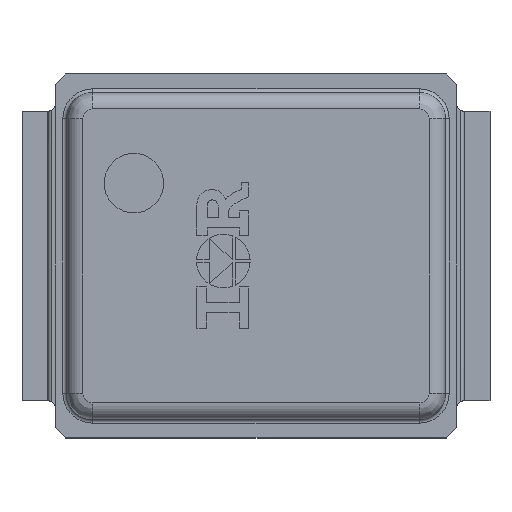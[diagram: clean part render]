
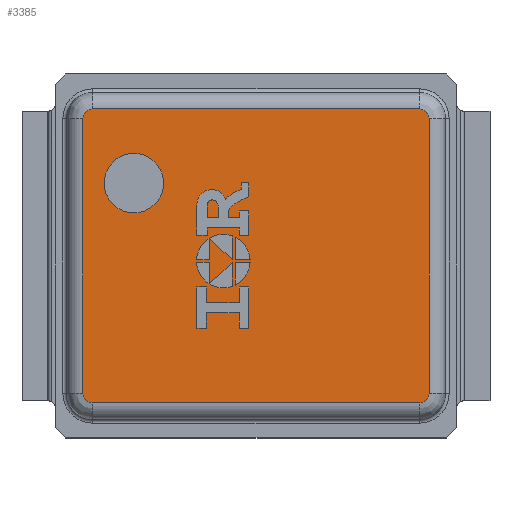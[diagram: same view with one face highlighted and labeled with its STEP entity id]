
A CAD part, top view. The second image highlights one B-rep face of the part: STEP entity #3385.
In plain terms, the highlighted planar face has unit normal (0, 0, 1).
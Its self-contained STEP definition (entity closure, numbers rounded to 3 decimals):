
#161=FACE_BOUND('',#537,.T.);
#178=PLANE('',#3665);
#315=FACE_OUTER_BOUND('',#536,.T.);
#536=EDGE_LOOP('',(#2430,#2431,#2432,#2433,#2434,#2435,#2436,#2437));
#537=EDGE_LOOP('',(#2438));
#754=LINE('',#5104,#1071);
#755=LINE('',#5109,#1072);
#758=LINE('',#5144,#1075);
#759=LINE('',#5149,#1076);
#1071=VECTOR('',#4069,1.);
#1072=VECTOR('',#4074,1.);
#1075=VECTOR('',#4093,1.);
#1076=VECTOR('',#4098,1.);
#1363=CIRCLE('',#3591,0.4);
#1399=CIRCLE('',#3642,0.129);
#1404=CIRCLE('',#3649,0.129);
#1406=CIRCLE('',#3651,0.129);
#1410=CIRCLE('',#3657,0.129);
#1467=VERTEX_POINT('',#4932);
#1508=VERTEX_POINT('',#5091);
#1511=VERTEX_POINT('',#5096);
#1512=VERTEX_POINT('',#5100);
#1515=VERTEX_POINT('',#5107);
#1516=VERTEX_POINT('',#5120);
#1519=VERTEX_POINT('',#5135);
#1520=VERTEX_POINT('',#5140);
#1523=VERTEX_POINT('',#5147);
#1782=EDGE_CURVE('',#1467,#1467,#1363,.T.);
#1842=EDGE_CURVE('',#1511,#1508,#1399,.T.);
#1845=EDGE_CURVE('',#1508,#1512,#754,.T.);
#1847=EDGE_CURVE('',#1515,#1511,#755,.T.);
#1851=EDGE_CURVE('',#1512,#1516,#1404,.T.);
#1853=EDGE_CURVE('',#1519,#1515,#1406,.T.);
#1857=EDGE_CURVE('',#1516,#1520,#758,.T.);
#1859=EDGE_CURVE('',#1523,#1519,#759,.T.);
#1861=EDGE_CURVE('',#1520,#1523,#1410,.T.);
#2430=ORIENTED_EDGE('',*,*,#1842,.F.);
#2431=ORIENTED_EDGE('',*,*,#1847,.F.);
#2432=ORIENTED_EDGE('',*,*,#1853,.F.);
#2433=ORIENTED_EDGE('',*,*,#1859,.F.);
#2434=ORIENTED_EDGE('',*,*,#1861,.F.);
#2435=ORIENTED_EDGE('',*,*,#1857,.F.);
#2436=ORIENTED_EDGE('',*,*,#1851,.F.);
#2437=ORIENTED_EDGE('',*,*,#1845,.F.);
#2438=ORIENTED_EDGE('',*,*,#1782,.T.);
#3385=ADVANCED_FACE('',(#315,#161),#178,.T.);
#3591=AXIS2_PLACEMENT_3D('',#4934,#3936,#3937);
#3642=AXIS2_PLACEMENT_3D('',#5098,#4062,#4063);
#3649=AXIS2_PLACEMENT_3D('',#5124,#4080,#4081);
#3651=AXIS2_PLACEMENT_3D('',#5137,#4084,#4085);
#3657=AXIS2_PLACEMENT_3D('',#5160,#4100,#4101);
#3665=AXIS2_PLACEMENT_3D('',#5180,#4123,#4124);
#3936=DIRECTION('center_axis',(0.,0.,-1.));
#3937=DIRECTION('ref_axis',(-1.,0.,0.));
#4062=DIRECTION('center_axis',(0.,0.,-1.));
#4063=DIRECTION('ref_axis',(0.707,-0.707,0.));
#4069=DIRECTION('',(-1.,0.,0.));
#4074=DIRECTION('',(0.,-1.,0.));
#4080=DIRECTION('center_axis',(0.,0.,-1.));
#4081=DIRECTION('ref_axis',(-0.707,-0.707,0.));
#4084=DIRECTION('center_axis',(0.,0.,-1.));
#4085=DIRECTION('ref_axis',(0.707,0.707,0.));
#4093=DIRECTION('',(0.,1.,0.));
#4098=DIRECTION('',(1.,0.,0.));
#4100=DIRECTION('center_axis',(0.,0.,-1.));
#4101=DIRECTION('ref_axis',(-0.707,0.707,0.));
#4123=DIRECTION('center_axis',(0.,0.,1.));
#4124=DIRECTION('ref_axis',(0.,1.,0.));
#4932=CARTESIAN_POINT('',(-1.244,0.98,0.7));
#4934=CARTESIAN_POINT('Origin',(-1.644,0.98,0.7));
#5091=CARTESIAN_POINT('',(2.2,-1.979,0.7));
#5096=CARTESIAN_POINT('',(2.329,-1.85,0.7));
#5098=CARTESIAN_POINT('Origin',(2.2,-1.85,0.7));
#5100=CARTESIAN_POINT('',(-2.2,-1.979,0.7));
#5104=CARTESIAN_POINT('',(-1.1,-1.979,0.7));
#5107=CARTESIAN_POINT('',(2.329,1.85,0.7));
#5109=CARTESIAN_POINT('',(2.329,-0.925,0.7));
#5120=CARTESIAN_POINT('',(-2.329,-1.85,0.7));
#5124=CARTESIAN_POINT('Origin',(-2.2,-1.85,0.7));
#5135=CARTESIAN_POINT('',(2.2,1.979,0.7));
#5137=CARTESIAN_POINT('Origin',(2.2,1.85,0.7));
#5140=CARTESIAN_POINT('',(-2.329,1.85,0.7));
#5144=CARTESIAN_POINT('',(-2.329,0.925,0.7));
#5147=CARTESIAN_POINT('',(-2.2,1.979,0.7));
#5149=CARTESIAN_POINT('',(1.1,1.979,0.7));
#5160=CARTESIAN_POINT('Origin',(-2.2,1.85,0.7));
#5180=CARTESIAN_POINT('Origin',(0.,0.,0.7));
